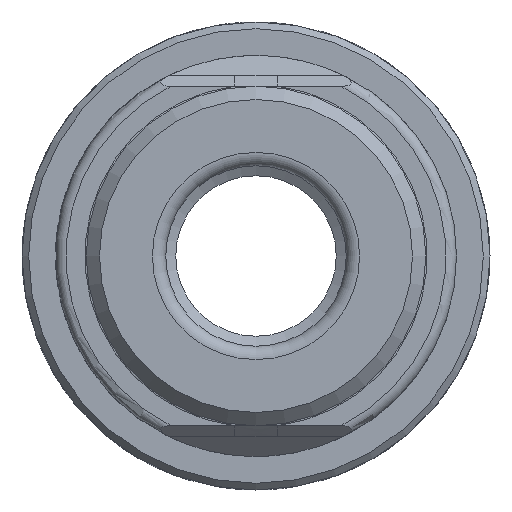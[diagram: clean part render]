
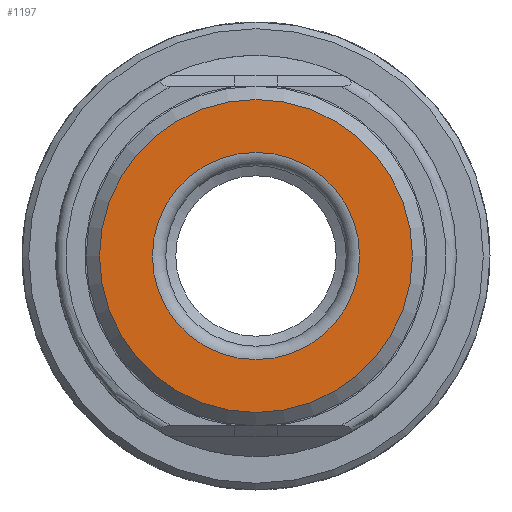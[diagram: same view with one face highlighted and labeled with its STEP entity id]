
A CAD part, left-side view. The second image highlights one B-rep face of the part: STEP entity #1197.
In plain terms, the highlighted planar face has unit normal (-1, 0, 0).
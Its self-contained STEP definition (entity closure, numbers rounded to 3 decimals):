
#103=FACE_BOUND('',#236,.T.);
#109=PLANE('',#1350);
#164=FACE_OUTER_BOUND('',#235,.T.);
#235=EDGE_LOOP('',(#850));
#236=EDGE_LOOP('',(#851));
#480=CIRCLE('',#1349,11.7);
#481=CIRCLE('',#1351,7.75);
#546=VERTEX_POINT('',#1888);
#547=VERTEX_POINT('',#1892);
#663=EDGE_CURVE('',#546,#546,#480,.T.);
#664=EDGE_CURVE('',#547,#547,#481,.T.);
#850=ORIENTED_EDGE('',*,*,#663,.F.);
#851=ORIENTED_EDGE('',*,*,#664,.F.);
#1197=ADVANCED_FACE('',(#164,#103),#109,.T.);
#1349=AXIS2_PLACEMENT_3D('',#1890,#1518,#1519);
#1350=AXIS2_PLACEMENT_3D('',#1891,#1520,#1521);
#1351=AXIS2_PLACEMENT_3D('',#1893,#1522,#1523);
#1518=DIRECTION('center_axis',(1.,0.,0.));
#1519=DIRECTION('ref_axis',(0.,-1.,0.));
#1520=DIRECTION('center_axis',(-1.,0.,0.));
#1521=DIRECTION('ref_axis',(0.,0.,1.));
#1522=DIRECTION('center_axis',(-1.,0.,0.));
#1523=DIRECTION('ref_axis',(0.,0.,-1.));
#1888=CARTESIAN_POINT('',(0.,11.7,0.));
#1890=CARTESIAN_POINT('Origin',(0.,0.,
0.));
#1891=CARTESIAN_POINT('Origin',(0.,12.7,0.));
#1892=CARTESIAN_POINT('',(0.,0.,7.75));
#1893=CARTESIAN_POINT('Origin',(0.,0.,
0.));
